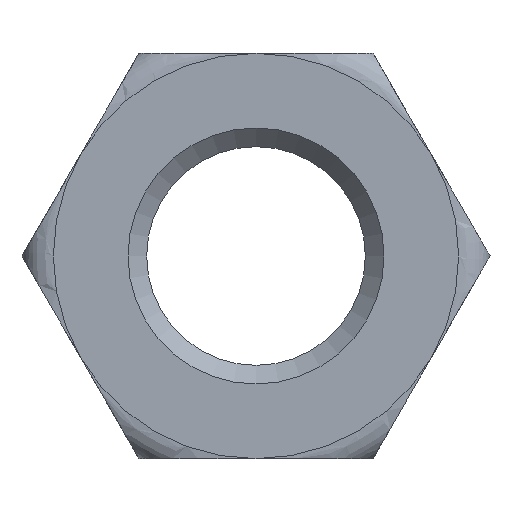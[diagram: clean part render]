
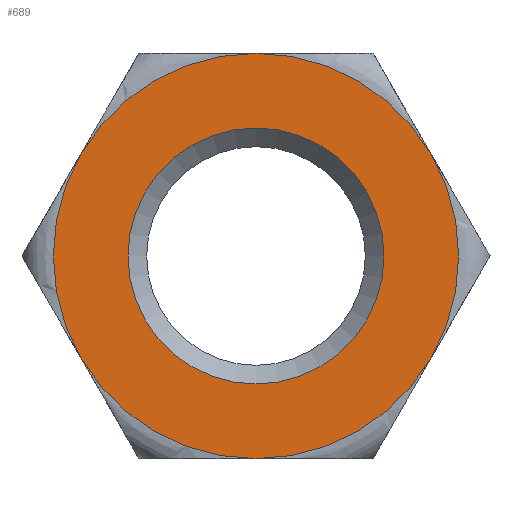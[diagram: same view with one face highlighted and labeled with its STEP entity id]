
A CAD part, front view. The second image highlights one B-rep face of the part: STEP entity #689.
In plain terms, the highlighted planar face has unit normal (0, -1, 0).
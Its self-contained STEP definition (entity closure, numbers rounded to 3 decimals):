
#3 = EDGE_CURVE ( 'NONE', #725, #725, #187, .T. ) ;
#18 = CARTESIAN_POINT ( 'NONE',  ( -8.227, -5., 4.75 ) ) ;
#38 = CARTESIAN_POINT ( 'NONE',  ( 0., -5., 6. ) ) ;
#45 = EDGE_LOOP ( 'NONE', ( #882, #100, #597, #271, #420, #136 ) ) ;
#56 = CARTESIAN_POINT ( 'NONE',  ( 0., -5., 0. ) ) ;
#68 = CARTESIAN_POINT ( 'NONE',  ( -8.227, -5., -4.75 ) ) ;
#75 = CIRCLE ( 'NONE', #114, 9.5 ) ;
#76 = DIRECTION ( 'NONE',  ( 0., 1., 0. ) ) ;
#100 = ORIENTED_EDGE ( 'NONE', *, *, #742, .F. ) ;
#112 = AXIS2_PLACEMENT_3D ( 'NONE', #168, #376, #1001 ) ;
#114 = AXIS2_PLACEMENT_3D ( 'NONE', #749, #909, #671 ) ;
#124 = ORIENTED_EDGE ( 'NONE', *, *, #3, .T. ) ;
#136 = ORIENTED_EDGE ( 'NONE', *, *, #675, .F. ) ;
#148 = CARTESIAN_POINT ( 'NONE',  ( 0., -5., 9.5 ) ) ;
#168 = CARTESIAN_POINT ( 'NONE',  ( 0., -5., 0. ) ) ;
#172 = DIRECTION ( 'NONE',  ( 0., 1., 0. ) ) ;
#174 = CARTESIAN_POINT ( 'NONE',  ( 8.227, -5., -4.75 ) ) ;
#187 = CIRCLE ( 'NONE', #557, 6. ) ;
#216 = AXIS2_PLACEMENT_3D ( 'NONE', #555, #861, #485 ) ;
#229 = VERTEX_POINT ( 'NONE', #68 ) ;
#255 = DIRECTION ( 'NONE',  ( 1., 0., 0. ) ) ;
#271 = ORIENTED_EDGE ( 'NONE', *, *, #521, .F. ) ;
#294 = DIRECTION ( 'NONE',  ( -1., 0., 0. ) ) ;
#333 = CIRCLE ( 'NONE', #441, 9.5 ) ;
#363 = DIRECTION ( 'NONE',  ( 0., 1., 0. ) ) ;
#376 = DIRECTION ( 'NONE',  ( 0., 1., 0. ) ) ;
#402 = CARTESIAN_POINT ( 'NONE',  ( 0., -5., 0. ) ) ;
#420 = ORIENTED_EDGE ( 'NONE', *, *, #888, .F. ) ;
#434 = EDGE_LOOP ( 'NONE', ( #124 ) ) ;
#441 = AXIS2_PLACEMENT_3D ( 'NONE', #859, #172, #476 ) ;
#445 = CARTESIAN_POINT ( 'NONE',  ( 8.227, -5., 4.75 ) ) ;
#447 = CARTESIAN_POINT ( 'NONE',  ( 0., -5., -9.5 ) ) ;
#459 = EDGE_CURVE ( 'NONE', #585, #803, #589, .T. ) ;
#470 = PLANE ( 'NONE',  #112 ) ;
#476 = DIRECTION ( 'NONE',  ( 1., 0., 0. ) ) ;
#485 = DIRECTION ( 'NONE',  ( 1., 0., 0. ) ) ;
#498 = DIRECTION ( 'NONE',  ( 1., 0., 0. ) ) ;
#521 = EDGE_CURVE ( 'NONE', #840, #585, #644, .T. ) ;
#555 = CARTESIAN_POINT ( 'NONE',  ( 0., -5., 0. ) ) ;
#557 = AXIS2_PLACEMENT_3D ( 'NONE', #911, #363, #904 ) ;
#559 = EDGE_CURVE ( 'NONE', #700, #592, #75, .T. ) ;
#576 = AXIS2_PLACEMENT_3D ( 'NONE', #969, #579, #498 ) ;
#579 = DIRECTION ( 'NONE',  ( 0., 1., 0. ) ) ;
#585 = VERTEX_POINT ( 'NONE', #148 ) ;
#589 = CIRCLE ( 'NONE', #576, 9.5 ) ;
#592 = VERTEX_POINT ( 'NONE', #447 ) ;
#597 = ORIENTED_EDGE ( 'NONE', *, *, #459, .F. ) ;
#644 = CIRCLE ( 'NONE', #912, 9.5 ) ;
#669 = CIRCLE ( 'NONE', #796, 9.5 ) ;
#671 = DIRECTION ( 'NONE',  ( 1., 0., 0. ) ) ;
#675 = EDGE_CURVE ( 'NONE', #592, #229, #683, .T. ) ;
#683 = CIRCLE ( 'NONE', #216, 9.5 ) ;
#688 = FACE_OUTER_BOUND ( 'NONE', #45, .T. ) ;
#689 = ADVANCED_FACE ( 'NONE', ( #855, #688 ), #470, .F. ) ;
#700 = VERTEX_POINT ( 'NONE', #174 ) ;
#725 = VERTEX_POINT ( 'NONE', #38 ) ;
#742 = EDGE_CURVE ( 'NONE', #803, #700, #669, .T. ) ;
#749 = CARTESIAN_POINT ( 'NONE',  ( 0., -5., 0. ) ) ;
#796 = AXIS2_PLACEMENT_3D ( 'NONE', #402, #872, #255 ) ;
#803 = VERTEX_POINT ( 'NONE', #445 ) ;
#840 = VERTEX_POINT ( 'NONE', #18 ) ;
#855 = FACE_BOUND ( 'NONE', #434, .T. ) ;
#859 = CARTESIAN_POINT ( 'NONE',  ( 0., -5., 0. ) ) ;
#861 = DIRECTION ( 'NONE',  ( 0., 1., 0. ) ) ;
#872 = DIRECTION ( 'NONE',  ( 0., 1., 0. ) ) ;
#882 = ORIENTED_EDGE ( 'NONE', *, *, #559, .F. ) ;
#888 = EDGE_CURVE ( 'NONE', #229, #840, #333, .T. ) ;
#904 = DIRECTION ( 'NONE',  ( 0., 0., 1. ) ) ;
#909 = DIRECTION ( 'NONE',  ( 0., 1., 0. ) ) ;
#911 = CARTESIAN_POINT ( 'NONE',  ( 0., -5., 0. ) ) ;
#912 = AXIS2_PLACEMENT_3D ( 'NONE', #56, #76, #294 ) ;
#969 = CARTESIAN_POINT ( 'NONE',  ( 0., -5., 0. ) ) ;
#1001 = DIRECTION ( 'NONE',  ( 0., 0., 1. ) ) ;
